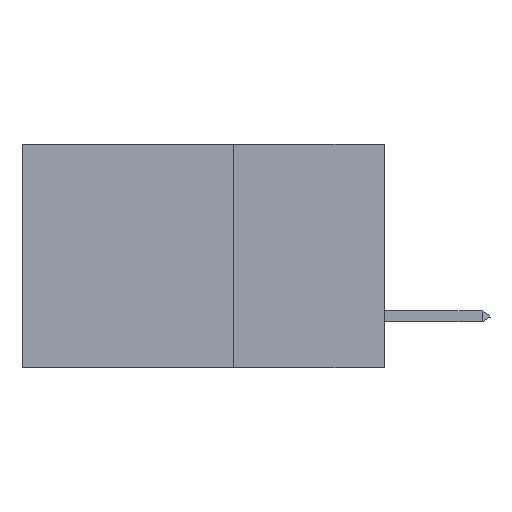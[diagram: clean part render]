
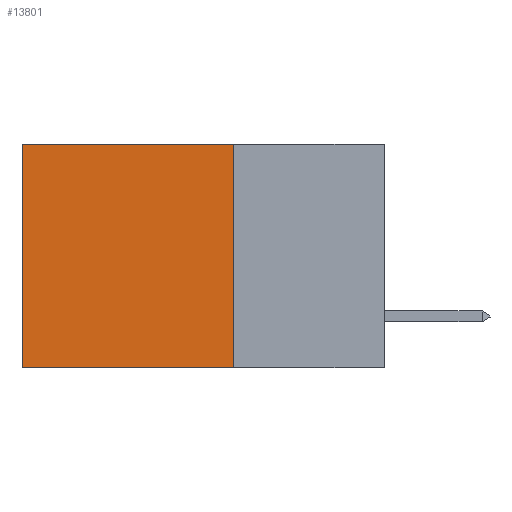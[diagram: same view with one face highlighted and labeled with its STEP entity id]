
A CAD part, left-side view. The second image highlights one B-rep face of the part: STEP entity #13801.
In plain terms, the highlighted planar face has unit normal (-1, 0, 0).
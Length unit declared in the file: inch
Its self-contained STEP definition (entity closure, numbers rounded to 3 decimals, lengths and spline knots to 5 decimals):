
#96 = ORIENTED_EDGE ( 'NONE', *, *, #7770, .T. ) ;
#153 = CARTESIAN_POINT ( 'NONE',  ( 0.2875, 0.25, 0. ) ) ;
#330 = CARTESIAN_POINT ( 'NONE',  ( 0.2875, 0.25, 0. ) ) ;
#619 = CARTESIAN_POINT ( 'NONE',  ( 0.2875, 0.6, 0. ) ) ;
#1106 = ORIENTED_EDGE ( 'NONE', *, *, #4903, .F. ) ;
#1302 = CARTESIAN_POINT ( 'NONE',  ( 0.2875, 0.6, 0. ) ) ;
#1747 = DIRECTION ( 'NONE',  ( 0., 0., -1. ) ) ;
#2503 = PLANE ( 'NONE',  #4487 ) ;
#2795 = VECTOR ( 'NONE', #10857, 39.37008 ) ;
#3848 = VERTEX_POINT ( 'NONE', #1302 ) ;
#4023 = EDGE_LOOP ( 'NONE', ( #11380, #10309, #1106, #96 ) ) ;
#4170 = LINE ( 'NONE', #10269, #13687 ) ;
#4336 = VERTEX_POINT ( 'NONE', #4945 ) ;
#4487 = AXIS2_PLACEMENT_3D ( 'NONE', #330, #12146, #8929 ) ;
#4636 = VERTEX_POINT ( 'NONE', #12799 ) ;
#4903 = EDGE_CURVE ( 'NONE', #4636, #11248, #5576, .T. ) ;
#4945 = CARTESIAN_POINT ( 'NONE',  ( 0.2875, 0.6, -0.37 ) ) ;
#5576 = LINE ( 'NONE', #153, #2795 ) ;
#7115 = DIRECTION ( 'NONE',  ( 0., 1., 0. ) ) ;
#7399 = EDGE_CURVE ( 'NONE', #3848, #4336, #10655, .T. ) ;
#7596 = DIRECTION ( 'NONE',  ( 0., 1., 0. ) ) ;
#7770 = EDGE_CURVE ( 'NONE', #4636, #3848, #4170, .T. ) ;
#8454 = VECTOR ( 'NONE', #7596, 39.37008 ) ;
#8497 = CARTESIAN_POINT ( 'NONE',  ( 0.2875, 0.25, -0.37 ) ) ;
#8929 = DIRECTION ( 'NONE',  ( 0., 0., -1. ) ) ;
#10269 = CARTESIAN_POINT ( 'NONE',  ( 0.2875, 0.25, 0. ) ) ;
#10309 = ORIENTED_EDGE ( 'NONE', *, *, #11673, .F. ) ;
#10655 = LINE ( 'NONE', #619, #13037 ) ;
#10769 = FACE_OUTER_BOUND ( 'NONE', #4023, .T. ) ;
#10857 = DIRECTION ( 'NONE',  ( 0., 0., -1. ) ) ;
#11248 = VERTEX_POINT ( 'NONE', #11534 ) ;
#11262 = LINE ( 'NONE', #8497, #8454 ) ;
#11380 = ORIENTED_EDGE ( 'NONE', *, *, #7399, .T. ) ;
#11534 = CARTESIAN_POINT ( 'NONE',  ( 0.2875, 0.25, -0.37 ) ) ;
#11673 = EDGE_CURVE ( 'NONE', #11248, #4336, #11262, .T. ) ;
#12146 = DIRECTION ( 'NONE',  ( 1., 0., 0. ) ) ;
#12799 = CARTESIAN_POINT ( 'NONE',  ( 0.2875, 0.25, 0. ) ) ;
#13037 = VECTOR ( 'NONE', #1747, 39.37008 ) ;
#13687 = VECTOR ( 'NONE', #7115, 39.37008 ) ;
#13801 = ADVANCED_FACE ( 'NONE', ( #10769 ), #2503, .F. ) ;
